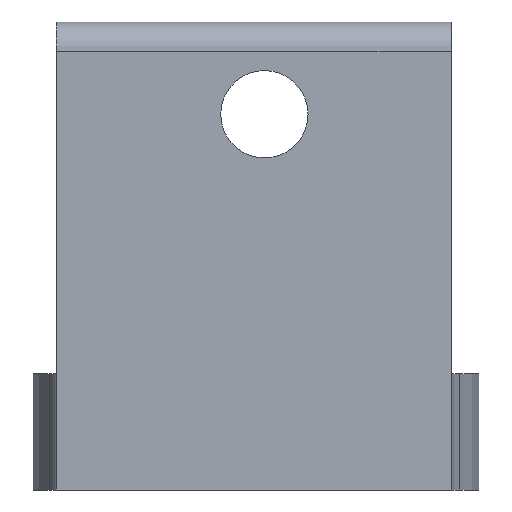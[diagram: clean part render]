
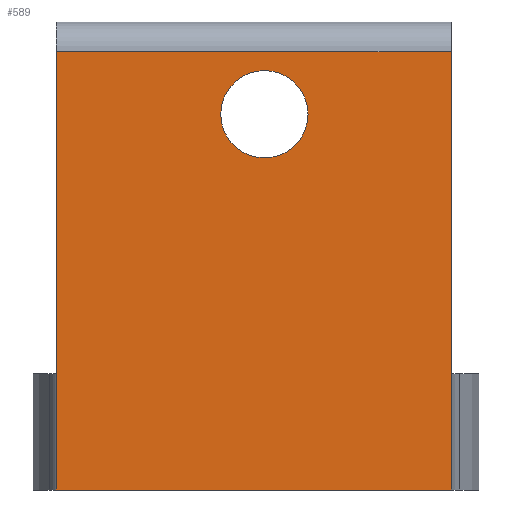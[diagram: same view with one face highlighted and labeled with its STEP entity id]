
A CAD part, left-side view. The second image highlights one B-rep face of the part: STEP entity #589.
In plain terms, the highlighted planar face has unit normal (-1, 0, 0).
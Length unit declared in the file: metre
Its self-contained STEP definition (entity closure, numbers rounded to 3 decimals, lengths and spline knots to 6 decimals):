
#34=CIRCLE('',#635,0.005616);
#70=ORIENTED_EDGE('',*,*,#238,.T.);
#71=ORIENTED_EDGE('',*,*,#239,.F.);
#72=ORIENTED_EDGE('',*,*,#240,.T.);
#73=ORIENTED_EDGE('',*,*,#241,.T.);
#74=ORIENTED_EDGE('',*,*,#242,.F.);
#238=EDGE_CURVE('',#322,#322,#34,.T.);
#239=EDGE_CURVE('',#323,#324,#382,.T.);
#240=EDGE_CURVE('',#323,#325,#383,.T.);
#241=EDGE_CURVE('',#325,#326,#384,.T.);
#242=EDGE_CURVE('',#324,#326,#385,.T.);
#322=VERTEX_POINT('',#899);
#323=VERTEX_POINT('',#901);
#324=VERTEX_POINT('',#902);
#325=VERTEX_POINT('',#904);
#326=VERTEX_POINT('',#906);
#382=LINE('',#900,#430);
#383=LINE('',#903,#431);
#384=LINE('',#905,#432);
#385=LINE('',#907,#433);
#430=VECTOR('',#713,1.);
#431=VECTOR('',#714,1.);
#432=VECTOR('',#715,1.);
#433=VECTOR('',#716,1.);
#475=EDGE_LOOP('',(#70));
#476=EDGE_LOOP('',(#71,#72,#73,#74));
#525=FACE_BOUND('',#475,.T.);
#526=FACE_BOUND('',#476,.T.);
#575=PLANE('',#634);
#589=ADVANCED_FACE('',(#525,#526),#575,.F.);
#634=AXIS2_PLACEMENT_3D('',#897,#709,#710);
#635=AXIS2_PLACEMENT_3D('',#898,#711,#712);
#709=DIRECTION('',(1.,0.,0.));
#710=DIRECTION('',(0.,0.,-1.));
#711=DIRECTION('',(1.,0.,0.));
#712=DIRECTION('',(0.,0.,-1.));
#713=DIRECTION('',(0.,0.,-1.));
#714=DIRECTION('',(0.,1.,0.));
#715=DIRECTION('',(0.,0.,-1.));
#716=DIRECTION('',(0.,1.,0.));
#897=CARTESIAN_POINT('',(0.,-0.0254,-0.030102));
#898=CARTESIAN_POINT('',(0.,-0.026773,-0.011864));
#899=CARTESIAN_POINT('',(0.,-0.026773,-0.01748));
#900=CARTESIAN_POINT('',(0.,-0.0508,-0.030102));
#901=CARTESIAN_POINT('',(0.,-0.0508,-0.00381));
#902=CARTESIAN_POINT('',(0.,-0.0508,-0.060204));
#903=CARTESIAN_POINT('',(0.,0.,-0.00381));
#904=CARTESIAN_POINT('',(0.,0.,-0.00381));
#905=CARTESIAN_POINT('',(0.,0.,-0.030102));
#906=CARTESIAN_POINT('',(0.,0.,-0.060204));
#907=CARTESIAN_POINT('',(0.,-0.0254,-0.060204));
